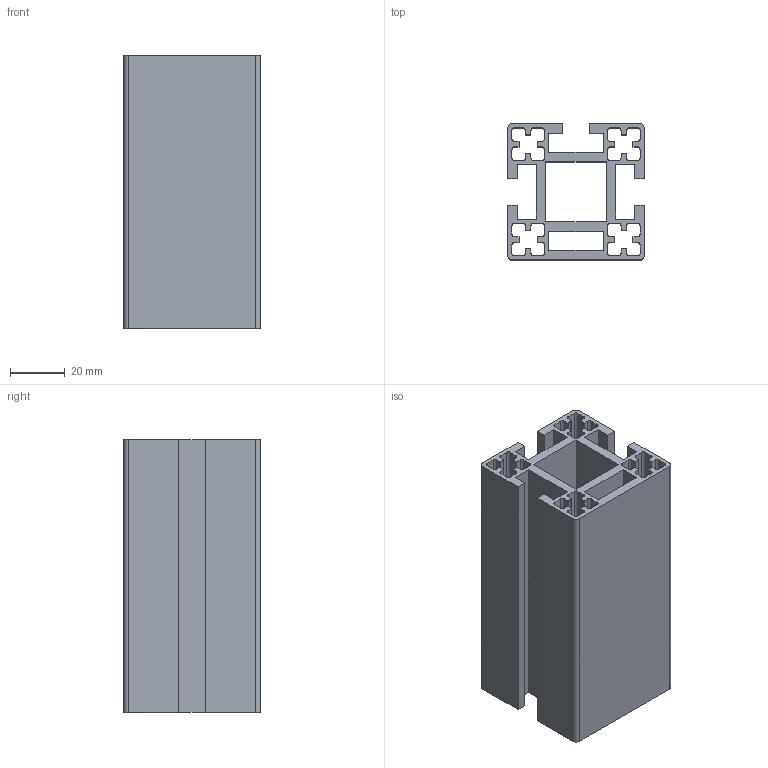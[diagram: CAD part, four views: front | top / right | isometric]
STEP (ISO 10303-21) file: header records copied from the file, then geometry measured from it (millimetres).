
FILE_DESCRIPTION(('Creo Elements/Direct Modeling STEP Export'),'2;1');
FILE_NAME('55.0021_Quadratprofil-MMS-55_50x50mm-1seitig-geschl.-leicht.stp','2022-03-21T 8:05:53',(''),(''),'PTC Creo Elements/Direct Modeling STEP processor for AP214 (Solid Model)','PTC Creo Elements/Direct Modeling 19.0C 15-Aug-2015 (C) Parametric Technology GmbH','');
FILE_SCHEMA(('AUTOMOTIVE_DESIGN { 1 0 10303 214 1 1 1 1 }'));
Length unit declared in the file: millimetre
Products named in the file (1): Quadratprofil-MMS-55_50x50mm-1seitig-geschl.-leicht_55.0021_PX175907
Bounding box: 50 x 50 x 100 mm (x, y, z)
Volume: 86728.3 mm3; surface area: 73588.9 mm2
Topology: 1 solids, 1 shells, 202 faces, 600 edges, 400 vertices
Faces by surface type: plane 134, cylinder 68
Entity records: 6666 total; most frequent: ORIENTED_EDGE 1200, CARTESIAN_POINT 1175, DIRECTION 1086, EDGE_CURVE 600, VECTOR 464, LINE 464, VERTEX_POINT 400, AXIS2_PLACEMENT_3D 311
